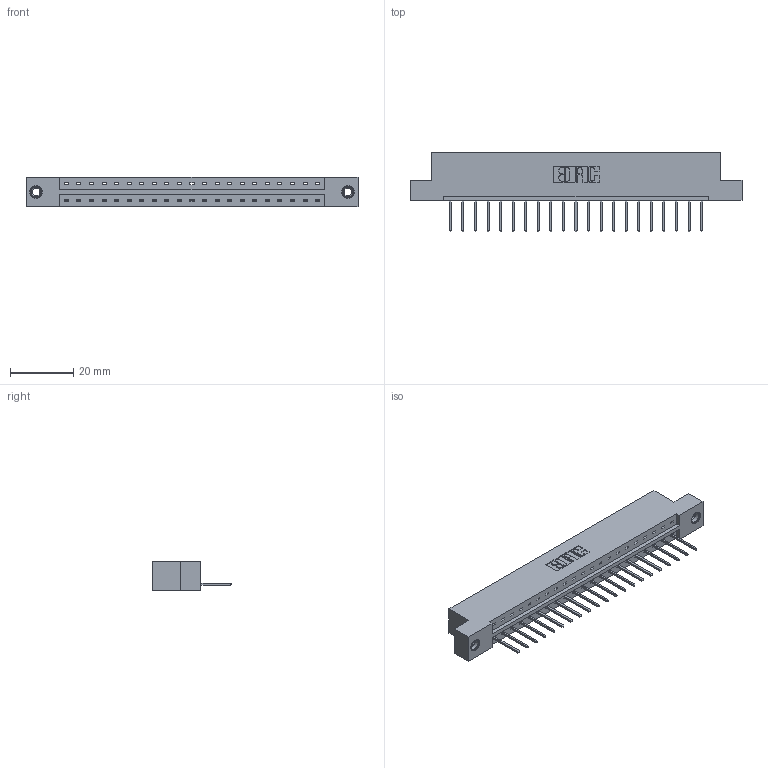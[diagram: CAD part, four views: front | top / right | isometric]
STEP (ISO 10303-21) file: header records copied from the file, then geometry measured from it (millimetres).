
FILE_DESCRIPTION (( 'STEP AP203' ), '1' );
FILE_NAME ('333-021-523-107.STEP', '2018-08-02T01:00:25', ( '' ), ( '' ), 'SwSTEP 2.0', 'SolidWorks 2016', '' );
FILE_SCHEMA (( 'CONFIG_CONTROL_DESIGN' ));
Length unit declared in the file: inch
Products named in the file (4): 333 Part_Flush - .156 Dia - TI; 345-292-001_345-293-123; 345-250-001_345-250-005-103; 333-021-523-107
Assembly tree (24 placements, depth 2):
  333-021-523-107
    333 Part_Flush - .156 Dia - TI
    345-292-001_345-293-123  x21
    345-250-001_345-250-005-103  x2
Bounding box: 104.75 x 25.15 x 9.4 mm (x, y, z)
Volume: 10338.5 mm3; surface area: 11107.7 mm2
Topology: 24 solids, 24 shells, 1392 faces, 4143 edges, 2726 vertices
Faces by surface type: plane 984, cylinder 392, cone 12, torus 4
Entity records: 16758 total; most frequent: CARTESIAN_POINT 2876, ORIENTED_EDGE 2826, DIRECTION 2501, EDGE_CURVE 1413, LINE 1265, VECTOR 1265, VERTEX_POINT 936, AXIS2_PLACEMENT_3D 618
